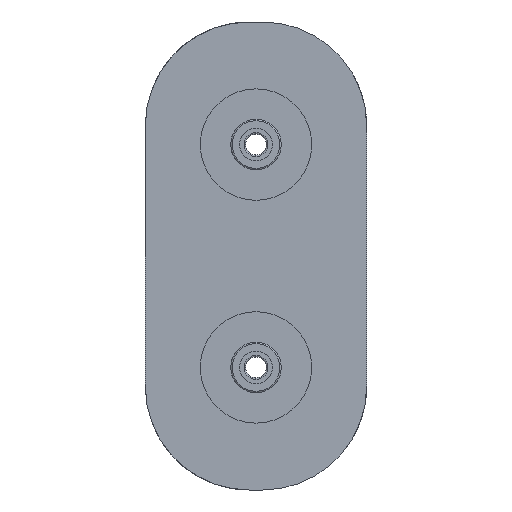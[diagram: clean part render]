
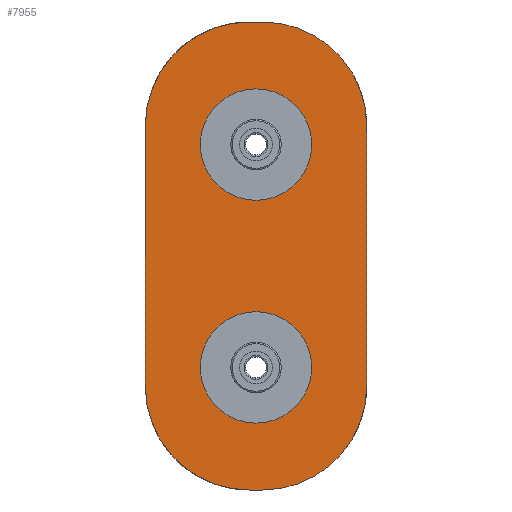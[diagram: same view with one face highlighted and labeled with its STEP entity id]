
A CAD part, left-side view. The second image highlights one B-rep face of the part: STEP entity #7955.
In plain terms, the highlighted planar face has unit normal (-1, 0, 0).
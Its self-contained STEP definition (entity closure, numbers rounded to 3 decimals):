
#32 = CIRCLE ( 'NONE', #8966, 7. ) ;
#59 = CARTESIAN_POINT ( 'NONE',  ( -54.2, 7.45, -7.5 ) ) ;
#184 = ORIENTED_EDGE ( 'NONE', *, *, #3062, .F. ) ;
#507 = VECTOR ( 'NONE', #1948, 1000. ) ;
#595 = DIRECTION ( 'NONE',  ( -1., 0., 0. ) ) ;
#681 = PLANE ( 'NONE',  #4337 ) ;
#772 = CIRCLE ( 'NONE', #1760, 3.75 ) ;
#875 = CARTESIAN_POINT ( 'NONE',  ( -54.2, 14.9, 8.75 ) ) ;
#929 = LINE ( 'NONE', #875, #8855 ) ;
#956 = CARTESIAN_POINT ( 'NONE',  ( -54.2, 7., 15.75 ) ) ;
#998 = CIRCLE ( 'NONE', #6358, 3.75 ) ;
#1002 = CARTESIAN_POINT ( 'NONE',  ( -54.2, 0., 8.75 ) ) ;
#1449 = CARTESIAN_POINT ( 'NONE',  ( -54.2, 7.45, -11.25 ) ) ;
#1454 = EDGE_CURVE ( 'NONE', #7246, #2339, #929, .T. ) ;
#1589 = DIRECTION ( 'NONE',  ( -1., 0., 0. ) ) ;
#1759 = EDGE_CURVE ( 'NONE', #7587, #5112, #32, .T. ) ;
#1760 = AXIS2_PLACEMENT_3D ( 'NONE', #11720, #595, #10771 ) ;
#1938 = VERTEX_POINT ( 'NONE', #4546 ) ;
#1948 = DIRECTION ( 'NONE',  ( 0., 0., -1. ) ) ;
#2329 = VECTOR ( 'NONE', #8464, 1000. ) ;
#2339 = VERTEX_POINT ( 'NONE', #4756 ) ;
#2356 = AXIS2_PLACEMENT_3D ( 'NONE', #11320, #5726, #9323 ) ;
#2483 = LINE ( 'NONE', #956, #2329 ) ;
#2527 = ORIENTED_EDGE ( 'NONE', *, *, #1454, .F. ) ;
#2534 = DIRECTION ( 'NONE',  ( 0., 0., 1. ) ) ;
#2888 = ORIENTED_EDGE ( 'NONE', *, *, #6180, .F. ) ;
#2914 = ORIENTED_EDGE ( 'NONE', *, *, #7507, .F. ) ;
#2984 = DIRECTION ( 'NONE',  ( -1., 0., 0. ) ) ;
#2992 = DIRECTION ( 'NONE',  ( 1., 0., 0. ) ) ;
#3062 = EDGE_CURVE ( 'NONE', #11067, #7433, #6796, .T. ) ;
#3138 = EDGE_LOOP ( 'NONE', ( #2914, #2888, #9019, #7607, #5653, #11477, #5846, #2527 ) ) ;
#3247 = CARTESIAN_POINT ( 'NONE',  ( -54.2, 7.45, 3.75 ) ) ;
#3663 = CIRCLE ( 'NONE', #2356, 7. ) ;
#3677 = EDGE_CURVE ( 'NONE', #10296, #4878, #772, .T. ) ;
#3813 = CARTESIAN_POINT ( 'NONE',  ( -54.2, 7.45, -7.5 ) ) ;
#4294 = DIRECTION ( 'NONE',  ( 0., 0., -1. ) ) ;
#4337 = AXIS2_PLACEMENT_3D ( 'NONE', #7280, #1589, #2534 ) ;
#4546 = CARTESIAN_POINT ( 'NONE',  ( -54.2, 7., -15.75 ) ) ;
#4612 = DIRECTION ( 'NONE',  ( 0., 0., 1. ) ) ;
#4620 = EDGE_LOOP ( 'NONE', ( #4623, #8312 ) ) ;
#4623 = ORIENTED_EDGE ( 'NONE', *, *, #9433, .F. ) ;
#4711 = AXIS2_PLACEMENT_3D ( 'NONE', #6488, #10219, #4612 ) ;
#4756 = CARTESIAN_POINT ( 'NONE',  ( -54.2, 14.9, 8.75 ) ) ;
#4815 = FACE_BOUND ( 'NONE', #11032, .T. ) ;
#4816 = DIRECTION ( 'NONE',  ( 0., 0., 1. ) ) ;
#4878 = VERTEX_POINT ( 'NONE', #6244 ) ;
#4931 = CIRCLE ( 'NONE', #4711, 3.75 ) ;
#4955 = FACE_BOUND ( 'NONE', #4620, .T. ) ;
#5028 = DIRECTION ( 'NONE',  ( 0., 0., 1. ) ) ;
#5112 = VERTEX_POINT ( 'NONE', #7487 ) ;
#5366 = CIRCLE ( 'NONE', #6307, 7. ) ;
#5458 = DIRECTION ( 'NONE',  ( 0., 0., 1. ) ) ;
#5653 = ORIENTED_EDGE ( 'NONE', *, *, #1759, .F. ) ;
#5709 = CARTESIAN_POINT ( 'NONE',  ( -54.2, 7.9, 15.75 ) ) ;
#5726 = DIRECTION ( 'NONE',  ( 1., 0., 0. ) ) ;
#5846 = ORIENTED_EDGE ( 'NONE', *, *, #7659, .F. ) ;
#6180 = EDGE_CURVE ( 'NONE', #1938, #6833, #9640, .T. ) ;
#6244 = CARTESIAN_POINT ( 'NONE',  ( -54.2, 7.45, 11.25 ) ) ;
#6305 = DIRECTION ( 'NONE',  ( 0., 1., 0. ) ) ;
#6307 = AXIS2_PLACEMENT_3D ( 'NONE', #11650, #11695, #8908 ) ;
#6358 = AXIS2_PLACEMENT_3D ( 'NONE', #59, #8517, #4816 ) ;
#6404 = EDGE_CURVE ( 'NONE', #7433, #11067, #998, .T. ) ;
#6488 = CARTESIAN_POINT ( 'NONE',  ( -54.2, 7.45, 7.5 ) ) ;
#6564 = CARTESIAN_POINT ( 'NONE',  ( -54.2, 7.9, -15.75 ) ) ;
#6632 = AXIS2_PLACEMENT_3D ( 'NONE', #3813, #2984, #7603 ) ;
#6647 = CARTESIAN_POINT ( 'NONE',  ( -54.2, 0., -8.75 ) ) ;
#6796 = CIRCLE ( 'NONE', #6632, 3.75 ) ;
#6833 = VERTEX_POINT ( 'NONE', #6564 ) ;
#7174 = CARTESIAN_POINT ( 'NONE',  ( -54.2, 14.9, -8.75 ) ) ;
#7246 = VERTEX_POINT ( 'NONE', #7174 ) ;
#7280 = CARTESIAN_POINT ( 'NONE',  ( -54.2, 7.9, -8.75 ) ) ;
#7433 = VERTEX_POINT ( 'NONE', #9198 ) ;
#7487 = CARTESIAN_POINT ( 'NONE',  ( -54.2, 0., 8.75 ) ) ;
#7507 = EDGE_CURVE ( 'NONE', #6833, #7246, #3663, .T. ) ;
#7582 = EDGE_CURVE ( 'NONE', #9600, #7587, #2483, .T. ) ;
#7587 = VERTEX_POINT ( 'NONE', #11470 ) ;
#7603 = DIRECTION ( 'NONE',  ( 0., 0., 1. ) ) ;
#7607 = ORIENTED_EDGE ( 'NONE', *, *, #10094, .F. ) ;
#7659 = EDGE_CURVE ( 'NONE', #2339, #9600, #9189, .T. ) ;
#7955 = ADVANCED_FACE ( 'NONE', ( #4815, #4955, #9613 ), #681, .T. ) ;
#7994 = AXIS2_PLACEMENT_3D ( 'NONE', #11553, #2992, #5028 ) ;
#8026 = ORIENTED_EDGE ( 'NONE', *, *, #6404, .F. ) ;
#8312 = ORIENTED_EDGE ( 'NONE', *, *, #3677, .F. ) ;
#8464 = DIRECTION ( 'NONE',  ( 0., -1., 0. ) ) ;
#8517 = DIRECTION ( 'NONE',  ( -1., 0., 0. ) ) ;
#8771 = VECTOR ( 'NONE', #6305, 1000. ) ;
#8855 = VECTOR ( 'NONE', #5458, 1000. ) ;
#8908 = DIRECTION ( 'NONE',  ( 0., 0., -1. ) ) ;
#8966 = AXIS2_PLACEMENT_3D ( 'NONE', #10547, #10859, #4294 ) ;
#9019 = ORIENTED_EDGE ( 'NONE', *, *, #10337, .F. ) ;
#9057 = CARTESIAN_POINT ( 'NONE',  ( -54.2, 7., -15.75 ) ) ;
#9189 = CIRCLE ( 'NONE', #7994, 7. ) ;
#9198 = CARTESIAN_POINT ( 'NONE',  ( -54.2, 7.45, -3.75 ) ) ;
#9323 = DIRECTION ( 'NONE',  ( 0., 0., 1. ) ) ;
#9433 = EDGE_CURVE ( 'NONE', #4878, #10296, #4931, .T. ) ;
#9584 = VERTEX_POINT ( 'NONE', #6647 ) ;
#9600 = VERTEX_POINT ( 'NONE', #5709 ) ;
#9613 = FACE_OUTER_BOUND ( 'NONE', #3138, .T. ) ;
#9640 = LINE ( 'NONE', #9057, #8771 ) ;
#10094 = EDGE_CURVE ( 'NONE', #5112, #9584, #11937, .T. ) ;
#10219 = DIRECTION ( 'NONE',  ( -1., 0., 0. ) ) ;
#10296 = VERTEX_POINT ( 'NONE', #3247 ) ;
#10337 = EDGE_CURVE ( 'NONE', #9584, #1938, #5366, .T. ) ;
#10547 = CARTESIAN_POINT ( 'NONE',  ( -54.2, 7., 8.75 ) ) ;
#10771 = DIRECTION ( 'NONE',  ( 0., 0., 1. ) ) ;
#10859 = DIRECTION ( 'NONE',  ( 1., 0., 0. ) ) ;
#11032 = EDGE_LOOP ( 'NONE', ( #8026, #184 ) ) ;
#11067 = VERTEX_POINT ( 'NONE', #1449 ) ;
#11320 = CARTESIAN_POINT ( 'NONE',  ( -54.2, 7.9, -8.75 ) ) ;
#11470 = CARTESIAN_POINT ( 'NONE',  ( -54.2, 7., 15.75 ) ) ;
#11477 = ORIENTED_EDGE ( 'NONE', *, *, #7582, .F. ) ;
#11553 = CARTESIAN_POINT ( 'NONE',  ( -54.2, 7.9, 8.75 ) ) ;
#11650 = CARTESIAN_POINT ( 'NONE',  ( -54.2, 7., -8.75 ) ) ;
#11695 = DIRECTION ( 'NONE',  ( 1., 0., 0. ) ) ;
#11720 = CARTESIAN_POINT ( 'NONE',  ( -54.2, 7.45, 7.5 ) ) ;
#11937 = LINE ( 'NONE', #1002, #507 ) ;
